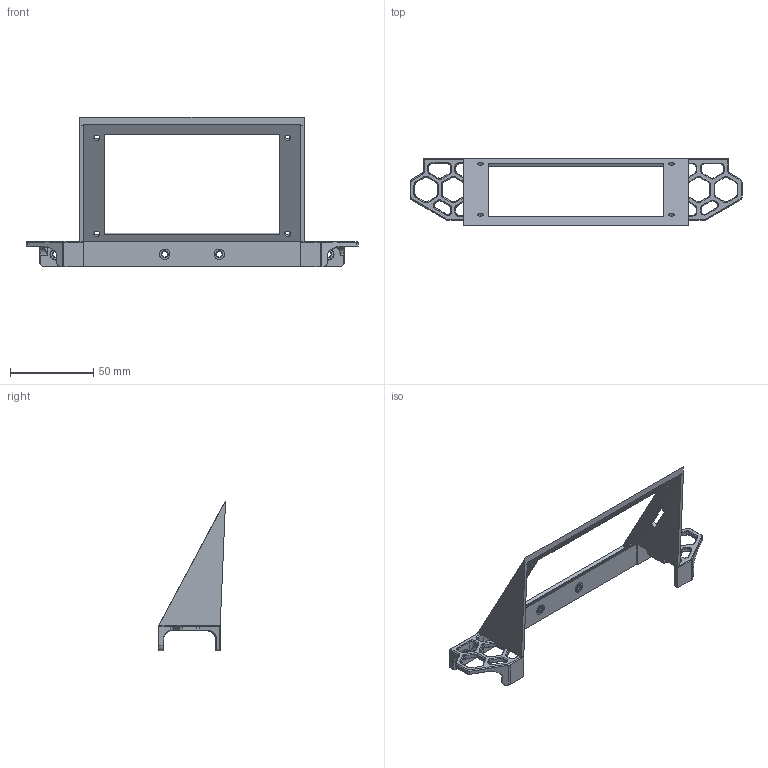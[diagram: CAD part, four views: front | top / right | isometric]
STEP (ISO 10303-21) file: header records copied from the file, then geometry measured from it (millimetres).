
FILE_DESCRIPTION (( 'STEP AP214' ), '1' );
FILE_NAME ('Fly Screen Holder V0.STEP', '2022-04-25T09:45:57', ( '' ), ( '' ), 'SwSTEP 2.0', 'SolidWorks 2022', '' );
FILE_SCHEMA (( 'AUTOMOTIVE_DESIGN' ));
Length unit declared in the file: millimetre
Products named in the file (1): Fly Screen Holder V0
Bounding box: 200 x 40 x 90 mm (x, y, z)
Volume: 22983.7 mm3; surface area: 24526.6 mm2
Topology: 1 solids, 1 shells, 485 faces, 1210 edges, 713 vertices
Faces by surface type: plane 215, cone 148, cylinder 98, bspline 24
Entity records: 17383 total; most frequent: CARTESIAN_POINT 5809, ORIENTED_EDGE 2412, DIRECTION 2402, EDGE_CURVE 1206, AXIS2_PLACEMENT_3D 807, VECTOR 788, LINE 788, VERTEX_POINT 713
